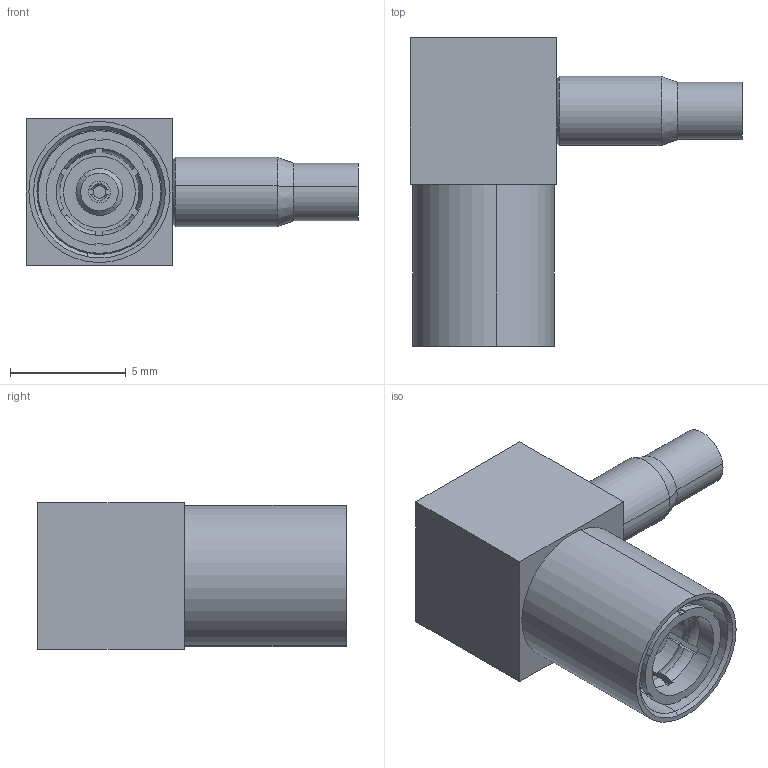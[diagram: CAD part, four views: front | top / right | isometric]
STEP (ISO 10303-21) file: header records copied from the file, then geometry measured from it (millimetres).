
FILE_DESCRIPTION (( 'STEP AP203' ), '1' );
FILE_NAME ('SMB-LJ-137.STEP', '2025-03-12T00:19:19', ( '' ), ( '' ), 'SwSTEP 2.0', 'SolidWorks 2022', '' );
FILE_SCHEMA (( 'CONFIG_CONTROL_DESIGN' ));
Length unit declared in the file: millimetre
Products named in the file (1): SMB-LJ-137
Bounding box: 14.35 x 13.35 x 6.35 mm (x, y, z)
Volume: 417.7 mm3; surface area: 713.2 mm2
Topology: 1 solids, 2 shells, 512 faces, 1520 edges, 1009 vertices
Faces by surface type: plane 283, cylinder 201, cone 16, torus 12
Entity records: 17516 total; most frequent: CARTESIAN_POINT 3562, ORIENTED_EDGE 3040, DIRECTION 2847, EDGE_CURVE 1520, VERTEX_POINT 1009, AXIS2_PLACEMENT_3D 982, VECTOR 883, LINE 883
